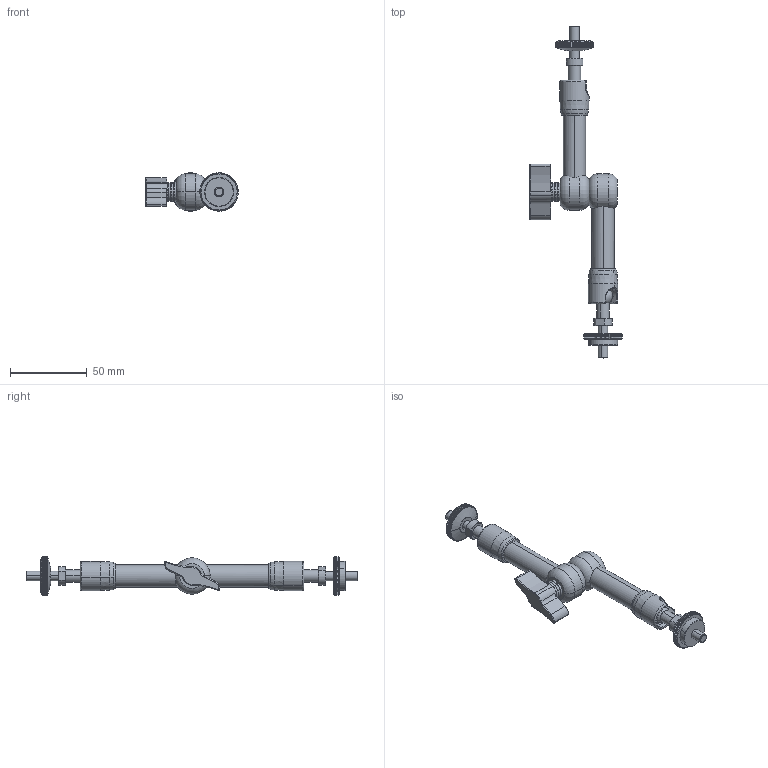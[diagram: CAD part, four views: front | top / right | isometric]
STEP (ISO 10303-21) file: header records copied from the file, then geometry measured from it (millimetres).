
FILE_DESCRIPTION (( 'STEP AP214' ), '1' );
FILE_NAME ('MAGICARM7.STEP', '2017-01-18T12:18:22', ( 'zveris' ), ( '' ), 'SwSTEP 2.0', 'SolidWorks 2015', '' );
FILE_SCHEMA (( 'AUTOMOTIVE_DESIGN' ));
Length unit declared in the file: millimetre
Products named in the file (9): nut_2; linkage; nut_1; thrust_bearing_inner_part; thrust_bearing_plate; socket; 7in_arm; handle; MAGICARM7
Assembly tree (12 placements, depth 2):
  MAGICARM7
    handle
    7in_arm  x2
    socket  x2
    linkage  x2
    thrust_bearing_plate  x2
    thrust_bearing_inner_part
    nut_1
    nut_2
Bounding box: 60.2 x 215.97 x 25 mm (x, y, z)
Volume: 46415.5 mm3; surface area: 21218 mm2
Topology: 12 solids, 12 shells, 873 faces, 2431 edges, 1585 vertices
Faces by surface type: plane 422, cylinder 261, torus 136, cone 44, bspline 6, sphere 4
Entity records: 29284 total; most frequent: CARTESIAN_POINT 8874, ORIENTED_EDGE 4530, DIRECTION 3627, EDGE_CURVE 2265, AXIS2_PLACEMENT_3D 1487, VERTEX_POINT 1485, B_SPLINE_CURVE_WITH_KNOTS 939, EDGE_LOOP 824
